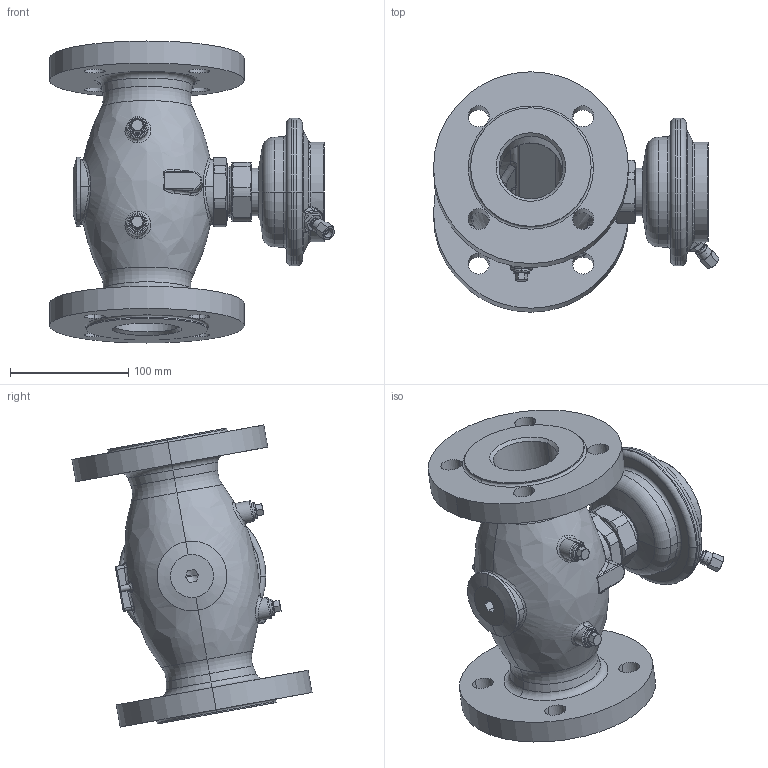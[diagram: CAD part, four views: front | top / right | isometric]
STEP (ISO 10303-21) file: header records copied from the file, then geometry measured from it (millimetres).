
FILE_DESCRIPTION((''),'2;1');
FILE_NAME('003H6362','2015-02-24T',('u317927'),('Danfoss'),'PRO/ENGINEER BY PARAMETRIC TECHNOLOGY CORPORATION, 2014000','PRO/ENGINEER BY PARAMETRIC TECHNOLOGY CORPORATION, 2014000','');
FILE_SCHEMA(('CONFIG_CONTROL_DESIGN'));
Length unit declared in the file: millimetre
Products named in the file (1): 003H6362
Bounding box: 241.3 x 203.18 x 255.62 mm (x, y, z)
Volume: 1544414.7 mm3; surface area: 346423.1 mm2
Topology: 2 solids, 4 shells, 863 faces, 1915 edges, 1134 vertices
Faces by surface type: cylinder 239, plane 210, cone 153, torus 134, bspline 121, sphere 6
Entity records: 33988 total; most frequent: CARTESIAN_POINT 15399, DIRECTION 3964, ORIENTED_EDGE 3826, EDGE_CURVE 1913, AXIS2_PLACEMENT_3D 1721, VERTEX_POINT 1134, CIRCLE 978, EDGE_LOOP 967
